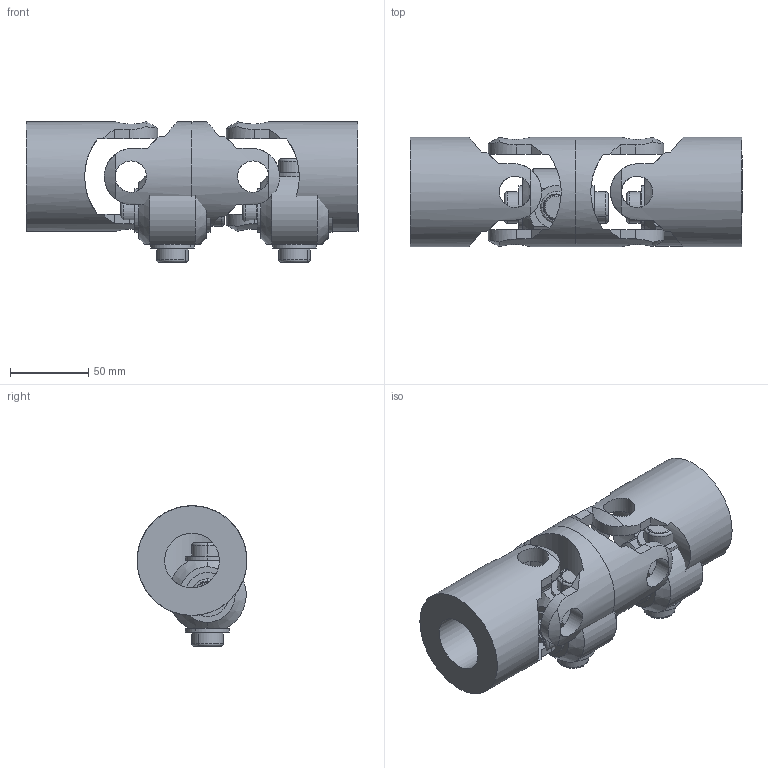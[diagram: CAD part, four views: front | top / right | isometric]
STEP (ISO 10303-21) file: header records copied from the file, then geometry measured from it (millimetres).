
FILE_DESCRIPTION(/* description */ ('Alibre Inc.'),/* implementation_level */ '2;1');
FILE_NAME(/* name */ 'export0',/* time_stamp */ '2012-08-13T12:16:37+02:00',/* author */ (''),/* organization */ (''),/* preprocessor_version */ 'ST-DEVELOPER v12',/* originating_system */ 'Alibre',/* authorisation */ '');
FILE_SCHEMA (('CONFIG_CONTROL_DESIGN'));
Length unit declared in the file: millimetre
Products named in the file (5): ID_1
Bounding box: 212 x 70 x 89.69 mm (x, y, z)
Volume: 588073.1 mm3; surface area: 147438.1 mm2
Topology: 22 solids, 22 shells, 408 faces, 1000 edges, 638 vertices
Faces by surface type: cylinder 152, cone 120, plane 120, torus 16
Full cylindrical faces by diameter (mm): 20 x8, 35 x2, 70 x4
Entity records: 7900 total; most frequent: CARTESIAN_POINT 2217, ORIENTED_EDGE 1078, DIRECTION 1023, EDGE_CURVE 539, AXIS2_PLACEMENT_3D 440, VERTEX_POINT 349, EDGE_LOOP 272, FACE_BOUND 272
